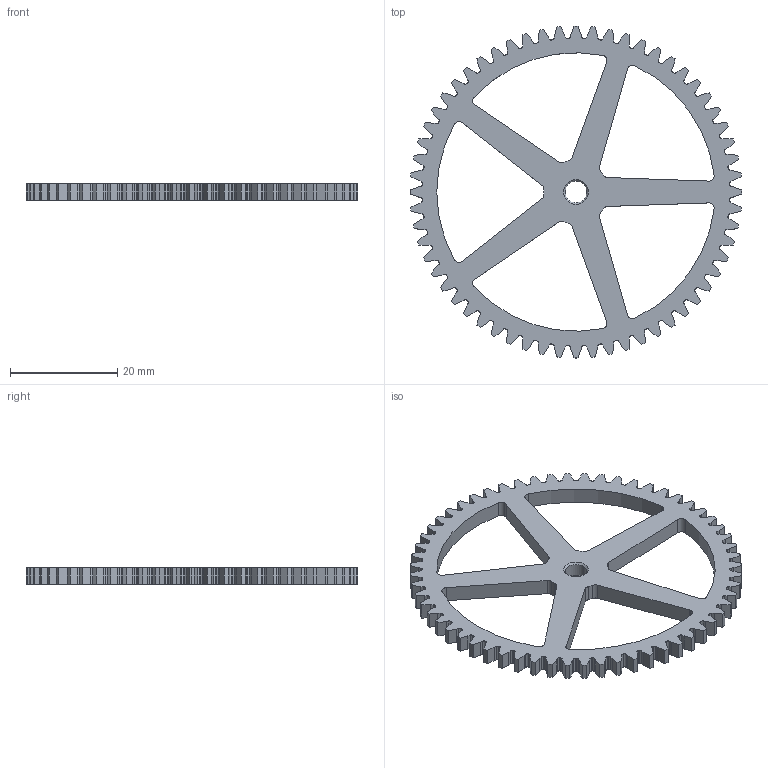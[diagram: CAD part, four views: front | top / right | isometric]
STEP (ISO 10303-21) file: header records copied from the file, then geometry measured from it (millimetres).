
FILE_DESCRIPTION (( 'STEP AP203' ), '1' );
FILE_NAME ('CTT0011.STEP', '2018-11-01T18:49:22', ( '' ), ( '' ), 'SwSTEP 2.0', 'SolidWorks 2016', '' );
FILE_SCHEMA (( 'CONFIG_CONTROL_DESIGN' ));
Length unit declared in the file: millimetre
Products named in the file (1): CTT0011
Bounding box: 62 x 62 x 3 mm (x, y, z)
Volume: 3808.1 mm3; surface area: 4739.5 mm2
Topology: 1 solids, 1 shells, 561 faces, 1673 edges, 1114 vertices
Faces by surface type: cylinder 305, bspline 240, plane 12, cone 4
Entity records: 22030 total; most frequent: CARTESIAN_POINT 7909, ORIENTED_EDGE 3346, DIRECTION 2451, EDGE_CURVE 1673, VERTEX_POINT 1114, AXIS2_PLACEMENT_3D 936, CIRCLE 614, VECTOR 579
